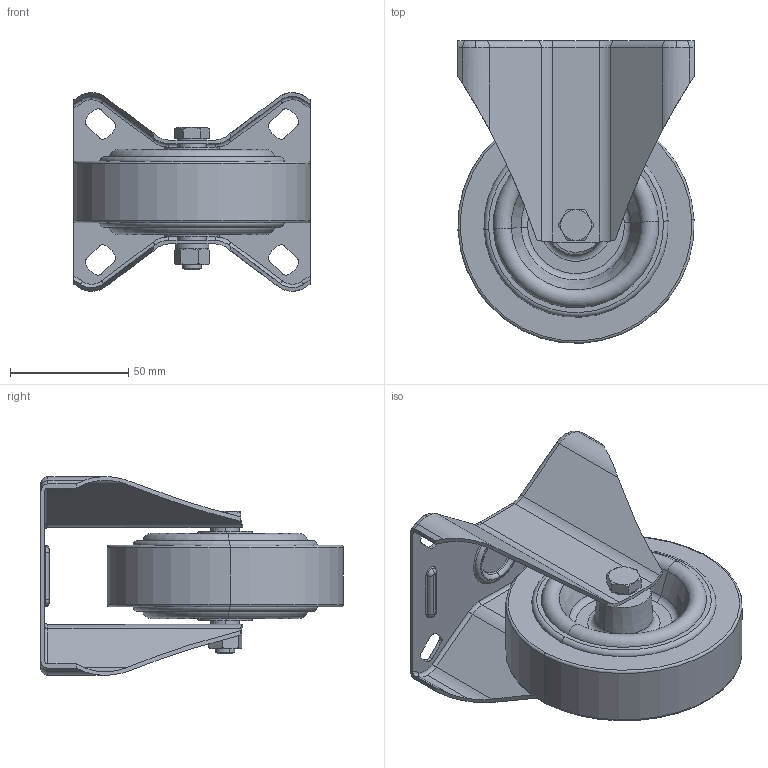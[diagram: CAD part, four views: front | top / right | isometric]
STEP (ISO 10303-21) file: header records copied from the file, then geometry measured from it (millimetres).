
FILE_DESCRIPTION (( 'STEP AP214' ), '1' );
FILE_NAME ('0023298_B-IV-HGK-100-G-rot.STEP', '2016-06-15T10:59:05', ( '' ), ( '' ), 'SwSTEP 2.0', 'SolidWorks 2016', '' );
FILE_SCHEMA (( 'AUTOMOTIVE_DESIGN' ));
Length unit declared in the file: millimetre
Products named in the file (1): 0023298_B-IV-HGK-100-G-rot
Bounding box: 100 x 127.95 x 84 mm (x, y, z)
Volume: 227523.2 mm3; surface area: 88850.5 mm2
Topology: 7 solids, 7 shells, 323 faces, 760 edges, 464 vertices
Faces by surface type: cylinder 120, torus 94, plane 77, cone 32
Entity records: 13215 total; most frequent: CARTESIAN_POINT 2040, DIRECTION 1746, ORIENTED_EDGE 1520, EDGE_CURVE 760, AXIS2_PLACEMENT_3D 750, VERTEX_POINT 464, CIRCLE 426, EDGE_LOOP 356
